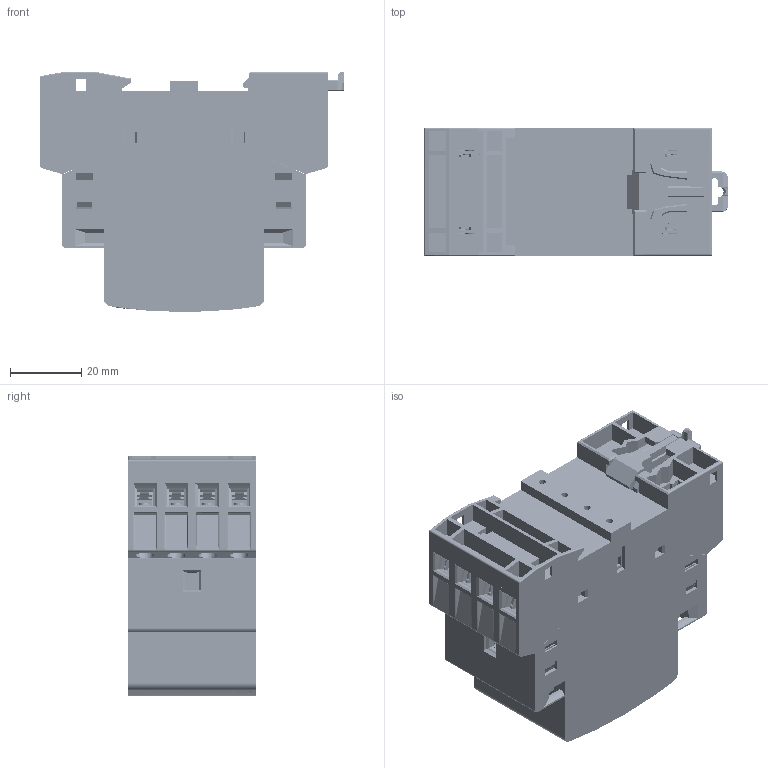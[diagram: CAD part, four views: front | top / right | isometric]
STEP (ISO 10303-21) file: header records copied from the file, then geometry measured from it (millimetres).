
FILE_DESCRIPTION(('STEP AP203'), '1');
FILE_NAME('25(2ñòï)', '', ('UNSPECIFIED'), ('UNSPECIFIED'), 'C3D Converter', 'C3D Toolkit', '');
FILE_SCHEMA(('CONFIG_CONTROL_DESIGN'));
Length unit declared in the file: millimetre
Products named in the file (1): KM1 4П 16-32А
Bounding box: 85.5 x 36 x 67.59 mm (x, y, z)
Volume: 67048.2 mm3; surface area: 84012.1 mm2
Topology: 2 solids, 3 shells, 5776 faces, 16811 edges, 10876 vertices
Faces by surface type: plane 4162, cylinder 1095, bspline 247, torus 118, cone 110, sphere 44
Full cylindrical faces by diameter (mm): 2 x12, 3.5 x66, 4.5 x10, 5.2 x8, 5.5 x2
Entity records: 332090 total; most frequent: CARTESIAN_POINT 138487, ORIENTED_EDGE 33434, DIRECTION 26871, EDGE_CURVE 16717, LINE 12073, VECTOR 12073, VERTEX_POINT 10874, AXIS2_PLACEMENT_3D 7399
